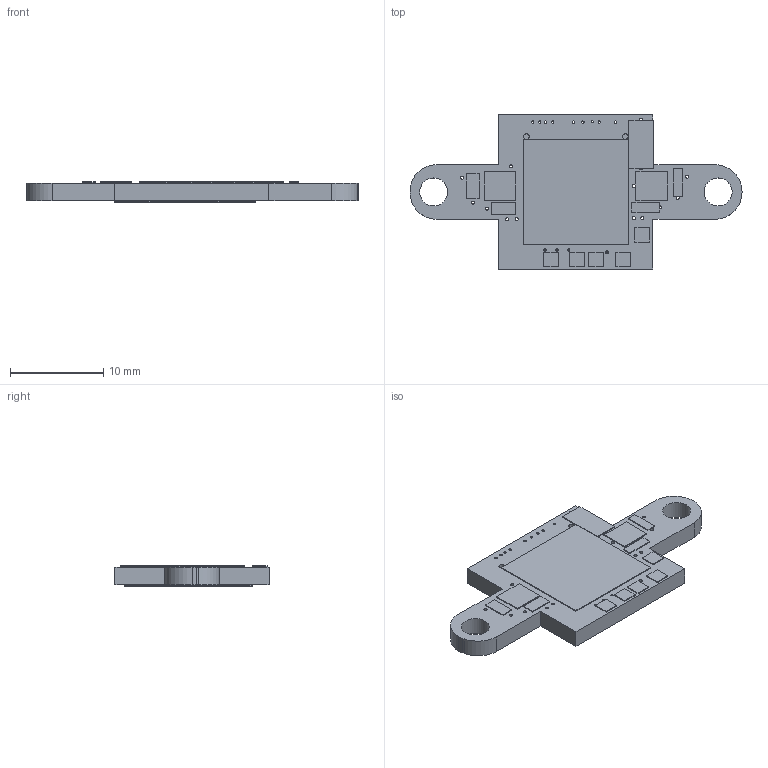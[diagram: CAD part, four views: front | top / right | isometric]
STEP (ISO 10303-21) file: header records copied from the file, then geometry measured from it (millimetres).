
FILE_DESCRIPTION(/* description */ (''),/* implementation_level */ '2;1');
FILE_NAME(/* name */ 'LEPTON.step',/* time_stamp */ '2020-05-28T18:33:08-04:00',/* author */ (''),/* organization */ (''),/* preprocessor_version */ 'ST-DEVELOPER v18.1',/* originating_system */ 'Autodesk Translation Framework v9.2.0.1227',/* authorisation */ '');
FILE_SCHEMA (('AUTOMOTIVE_DESIGN { 1 0 10303 214 3 1 1 }'));
Length unit declared in the file: millimetre
Products named in the file (13): (Unsaved); Packages; DF12-36-DP; 0402-CAP; 0805; CAM-SOCKET; SOT23-5; ROHS; WEEE; 0402-RES; 1210; EIA3216; TP16R
Assembly tree (24 placements, depth 3):
  (Unsaved)
    Packages
      DF12-36-DP
      0402-CAP  x6
      0805  x2
      CAM-SOCKET
      SOT23-5  x2
      ROHS
      WEEE
      0402-RES  x2
      1210
      EIA3216
      TP16R  x5
Bounding box: 35.58 x 16.51 x 2.23 mm (x, y, z)
Volume: 718 mm3; surface area: 1663.2 mm2
Topology: 22 solids, 22 shells, 207 faces, 489 edges, 326 vertices
Faces by surface type: plane 142, cylinder 65
Full cylindrical faces by diameter (mm): 0.254 x29, 0.33 x23, 0.406 x2, 3 x2
Entity records: 4904 total; most frequent: DIRECTION 821, CARTESIAN_POINT 748, ORIENTED_EDGE 690, EDGE_CURVE 345, AXIS2_PLACEMENT_3D 303, EDGE_LOOP 251, VERTEX_POINT 230, LINE 215
